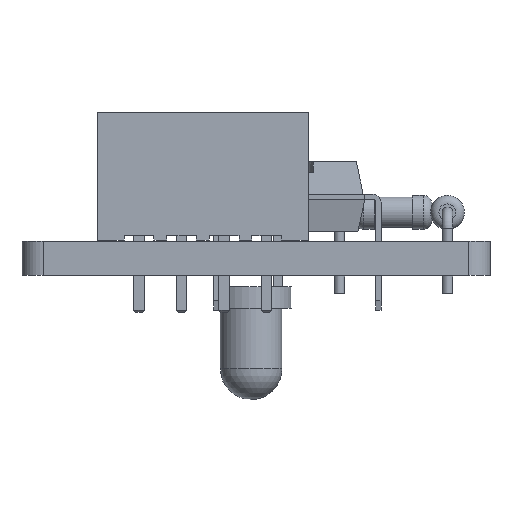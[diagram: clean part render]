
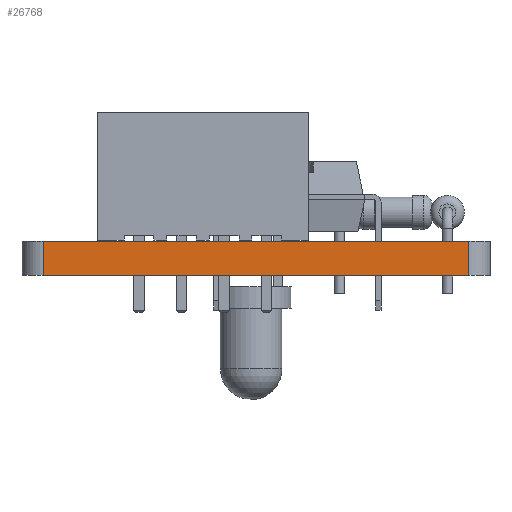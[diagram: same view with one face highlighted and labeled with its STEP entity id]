
A CAD part, left-side view. The second image highlights one B-rep face of the part: STEP entity #26768.
In plain terms, the highlighted planar face has unit normal (-1, 0, 0).
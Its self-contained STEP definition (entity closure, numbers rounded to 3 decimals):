
#24472 = PLANE('',#24473);
#24473 = AXIS2_PLACEMENT_3D('',#24474,#24475,#24476);
#24474 = CARTESIAN_POINT('',(135.,-150.,1.6));
#24475 = DIRECTION('',(0.,0.,1.));
#24476 = DIRECTION('',(1.,0.,-0.));
#24526 = PLANE('',#24527);
#24527 = AXIS2_PLACEMENT_3D('',#24528,#24529,#24530);
#24528 = CARTESIAN_POINT('',(135.,-150.,0.));
#24529 = DIRECTION('',(0.,0.,1.));
#24530 = DIRECTION('',(1.,0.,-0.));
#24723 = VERTEX_POINT('',#24724);
#24724 = CARTESIAN_POINT('',(120.,-140.,0.));
#24739 = CYLINDRICAL_SURFACE('',#24740,1.);
#24740 = AXIS2_PLACEMENT_3D('',#24741,#24742,#24743);
#24741 = CARTESIAN_POINT('',(121.,-140.,0.));
#24742 = DIRECTION('',(-0.,-0.,-1.));
#24743 = DIRECTION('',(1.,0.,-0.));
#24751 = EDGE_CURVE('',#24723,#24752,#24754,.T.);
#24752 = VERTEX_POINT('',#24753);
#24753 = CARTESIAN_POINT('',(120.,-160.,0.));
#24754 = SURFACE_CURVE('',#24755,(#24759,#24766),.PCURVE_S1.);
#24755 = LINE('',#24756,#24757);
#24756 = CARTESIAN_POINT('',(120.,-140.,0.));
#24757 = VECTOR('',#24758,1.);
#24758 = DIRECTION('',(0.,-1.,0.));
#24759 = PCURVE('',#24526,#24760);
#24760 = DEFINITIONAL_REPRESENTATION('',(#24761),#24765);
#24761 = LINE('',#24762,#24763);
#24762 = CARTESIAN_POINT('',(-15.,10.));
#24763 = VECTOR('',#24764,1.);
#24764 = DIRECTION('',(0.,-1.));
#24765 = ( GEOMETRIC_REPRESENTATION_CONTEXT(2) 
PARAMETRIC_REPRESENTATION_CONTEXT() REPRESENTATION_CONTEXT('2D SPACE',''
  ) );
#24766 = PCURVE('',#24767,#24772);
#24767 = PLANE('',#24768);
#24768 = AXIS2_PLACEMENT_3D('',#24769,#24770,#24771);
#24769 = CARTESIAN_POINT('',(120.,-140.,0.));
#24770 = DIRECTION('',(1.,0.,-0.));
#24771 = DIRECTION('',(0.,-1.,0.));
#24772 = DEFINITIONAL_REPRESENTATION('',(#24773),#24777);
#24773 = LINE('',#24774,#24775);
#24774 = CARTESIAN_POINT('',(0.,0.));
#24775 = VECTOR('',#24776,1.);
#24776 = DIRECTION('',(1.,0.));
#24777 = ( GEOMETRIC_REPRESENTATION_CONTEXT(2) 
PARAMETRIC_REPRESENTATION_CONTEXT() REPRESENTATION_CONTEXT('2D SPACE',''
  ) );
#24796 = CYLINDRICAL_SURFACE('',#24797,1.);
#24797 = AXIS2_PLACEMENT_3D('',#24798,#24799,#24800);
#24798 = CARTESIAN_POINT('',(121.,-160.,0.));
#24799 = DIRECTION('',(-0.,-0.,-1.));
#24800 = DIRECTION('',(1.,0.,-0.));
#25789 = VERTEX_POINT('',#25790);
#25790 = CARTESIAN_POINT('',(120.,-140.,1.6));
#25812 = EDGE_CURVE('',#25789,#25813,#25815,.T.);
#25813 = VERTEX_POINT('',#25814);
#25814 = CARTESIAN_POINT('',(120.,-160.,1.6));
#25815 = SURFACE_CURVE('',#25816,(#25820,#25827),.PCURVE_S1.);
#25816 = LINE('',#25817,#25818);
#25817 = CARTESIAN_POINT('',(120.,-140.,1.6));
#25818 = VECTOR('',#25819,1.);
#25819 = DIRECTION('',(0.,-1.,0.));
#25820 = PCURVE('',#24472,#25821);
#25821 = DEFINITIONAL_REPRESENTATION('',(#25822),#25826);
#25822 = LINE('',#25823,#25824);
#25823 = CARTESIAN_POINT('',(-15.,10.));
#25824 = VECTOR('',#25825,1.);
#25825 = DIRECTION('',(0.,-1.));
#25826 = ( GEOMETRIC_REPRESENTATION_CONTEXT(2) 
PARAMETRIC_REPRESENTATION_CONTEXT() REPRESENTATION_CONTEXT('2D SPACE',''
  ) );
#25827 = PCURVE('',#24767,#25828);
#25828 = DEFINITIONAL_REPRESENTATION('',(#25829),#25833);
#25829 = LINE('',#25830,#25831);
#25830 = CARTESIAN_POINT('',(0.,-1.6));
#25831 = VECTOR('',#25832,1.);
#25832 = DIRECTION('',(1.,0.));
#25833 = ( GEOMETRIC_REPRESENTATION_CONTEXT(2) 
PARAMETRIC_REPRESENTATION_CONTEXT() REPRESENTATION_CONTEXT('2D SPACE',''
  ) );
#26718 = EDGE_CURVE('',#24752,#25813,#26719,.T.);
#26719 = SURFACE_CURVE('',#26720,(#26724,#26731),.PCURVE_S1.);
#26720 = LINE('',#26721,#26722);
#26721 = CARTESIAN_POINT('',(120.,-160.,0.));
#26722 = VECTOR('',#26723,1.);
#26723 = DIRECTION('',(0.,0.,1.));
#26724 = PCURVE('',#24796,#26725);
#26725 = DEFINITIONAL_REPRESENTATION('',(#26726),#26730);
#26726 = LINE('',#26727,#26728);
#26727 = CARTESIAN_POINT('',(-3.142,0.));
#26728 = VECTOR('',#26729,1.);
#26729 = DIRECTION('',(-0.,-1.));
#26730 = ( GEOMETRIC_REPRESENTATION_CONTEXT(2) 
PARAMETRIC_REPRESENTATION_CONTEXT() REPRESENTATION_CONTEXT('2D SPACE',''
  ) );
#26731 = PCURVE('',#24767,#26732);
#26732 = DEFINITIONAL_REPRESENTATION('',(#26733),#26737);
#26733 = LINE('',#26734,#26735);
#26734 = CARTESIAN_POINT('',(20.,0.));
#26735 = VECTOR('',#26736,1.);
#26736 = DIRECTION('',(0.,-1.));
#26737 = ( GEOMETRIC_REPRESENTATION_CONTEXT(2) 
PARAMETRIC_REPRESENTATION_CONTEXT() REPRESENTATION_CONTEXT('2D SPACE',''
  ) );
#26747 = EDGE_CURVE('',#24723,#25789,#26748,.T.);
#26748 = SURFACE_CURVE('',#26749,(#26753,#26760),.PCURVE_S1.);
#26749 = LINE('',#26750,#26751);
#26750 = CARTESIAN_POINT('',(120.,-140.,0.));
#26751 = VECTOR('',#26752,1.);
#26752 = DIRECTION('',(0.,0.,1.));
#26753 = PCURVE('',#24739,#26754);
#26754 = DEFINITIONAL_REPRESENTATION('',(#26755),#26759);
#26755 = LINE('',#26756,#26757);
#26756 = CARTESIAN_POINT('',(-3.142,0.));
#26757 = VECTOR('',#26758,1.);
#26758 = DIRECTION('',(-0.,-1.));
#26759 = ( GEOMETRIC_REPRESENTATION_CONTEXT(2) 
PARAMETRIC_REPRESENTATION_CONTEXT() REPRESENTATION_CONTEXT('2D SPACE',''
  ) );
#26760 = PCURVE('',#24767,#26761);
#26761 = DEFINITIONAL_REPRESENTATION('',(#26762),#26766);
#26762 = LINE('',#26763,#26764);
#26763 = CARTESIAN_POINT('',(0.,0.));
#26764 = VECTOR('',#26765,1.);
#26765 = DIRECTION('',(0.,-1.));
#26766 = ( GEOMETRIC_REPRESENTATION_CONTEXT(2) 
PARAMETRIC_REPRESENTATION_CONTEXT() REPRESENTATION_CONTEXT('2D SPACE',''
  ) );
#26768 = ADVANCED_FACE('',(#26769),#24767,.F.);
#26769 = FACE_BOUND('',#26770,.F.);
#26770 = EDGE_LOOP('',(#26771,#26772,#26773,#26774));
#26771 = ORIENTED_EDGE('',*,*,#26747,.T.);
#26772 = ORIENTED_EDGE('',*,*,#25812,.T.);
#26773 = ORIENTED_EDGE('',*,*,#26718,.F.);
#26774 = ORIENTED_EDGE('',*,*,#24751,.F.);
